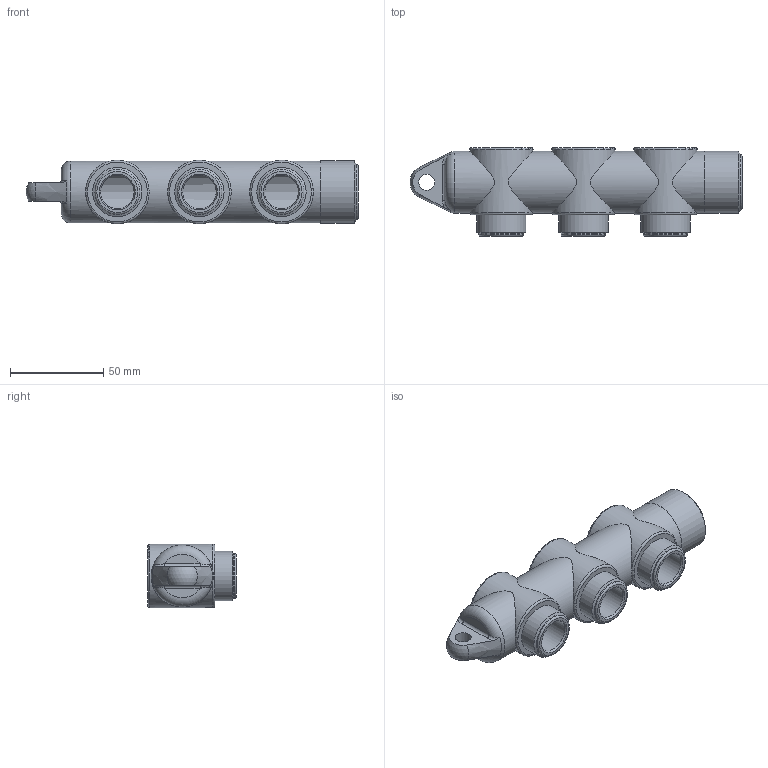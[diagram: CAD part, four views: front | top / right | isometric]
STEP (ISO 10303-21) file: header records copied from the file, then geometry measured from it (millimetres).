
FILE_DESCRIPTION( ( 'Unknown' ), '1' );
FILE_NAME( '152343.stp', 'Unknown', ( 'Unknown' ), ( 'Unknown' ), 'PSStep 13.0', 'Unknown', ' ' );
FILE_SCHEMA( ( 'AUTOMOTIVE_DESIGN { 1 0 10303 214 1 1 1 1 }' ) );
Length unit declared in the file: millimetre
Products named in the file (1): 1
Bounding box: 177.95 x 47.5 x 33.99 mm (x, y, z)
Volume: 98887.5 mm3; surface area: 37543.2 mm2
Topology: 1 solids, 1 shells, 73 faces, 173 edges, 107 vertices
Faces by surface type: cylinder 20, torus 16, plane 16, bspline 10, cone 10, sphere 1
Full cylindrical faces by diameter (mm): 8.5 x1, 18 x3, 24 x3, 26.44 x3, 33.2 x4, 33.25 x1, 34 x3
Entity records: 5045 total; most frequent: CARTESIAN_POINT 3697, DIRECTION 258, ORIENTED_EDGE 232, AXIS2_PLACEMENT_3D 127, EDGE_LOOP 122, EDGE_CURVE 116, FACE_OUTER_BOUND 101, VERTEX_POINT 86
